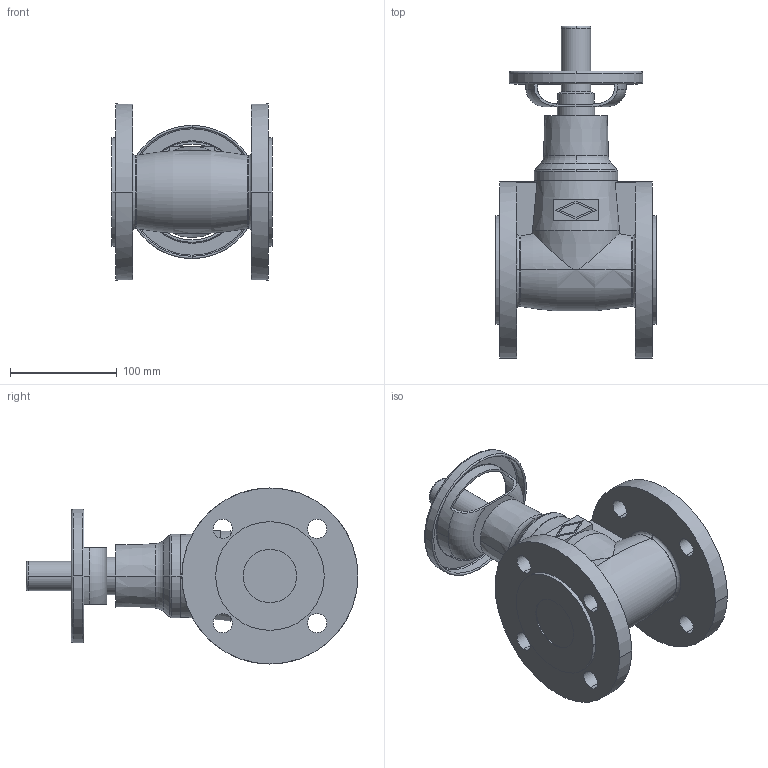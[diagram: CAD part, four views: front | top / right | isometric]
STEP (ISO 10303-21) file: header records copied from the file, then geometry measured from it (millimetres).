
FILE_DESCRIPTION( ( '' ), '1' );
FILE_NAME( 'c000005527.stp', '2015-03-03T11:30:27', ( '' ), ( '' ), ' ', ' ', ' ' );
FILE_SCHEMA( ( 'CONFIG_CONTROL_DESIGN' ) );
Length unit declared in the file: millimetre
Products named in the file (2): 1; 2
Bounding box: 150 x 311.1 x 165 mm (x, y, z)
Volume: 1796795.3 mm3; surface area: 202478.8 mm2
Topology: 2 solids, 2 shells, 130 faces, 343 edges, 225 vertices
Faces by surface type: cylinder 40, plane 39, torus 37, cone 14
Entity records: 4862 total; most frequent: CARTESIAN_POINT 1428, DIRECTION 758, ORIENTED_EDGE 686, EDGE_CURVE 343, AXIS2_PLACEMENT_3D 329, VERTEX_POINT 225, CIRCLE 197, EDGE_LOOP 158
